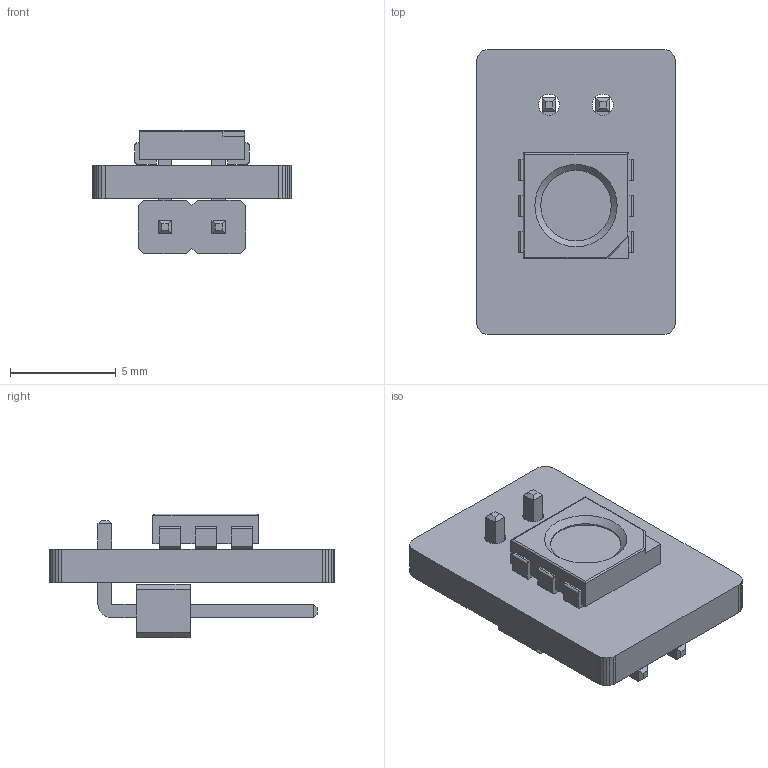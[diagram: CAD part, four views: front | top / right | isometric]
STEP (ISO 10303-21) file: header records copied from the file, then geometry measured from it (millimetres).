
FILE_DESCRIPTION(('KiCad electronic assembly'),'2;1');
FILE_NAME('LED Plate.step','2023-09-12T07:56:38',('Pcbnew'),('Kicad'), 'Open CASCADE STEP processor 7.6','KiCad to STEP converter','Unknown' );
FILE_SCHEMA(('AUTOMOTIVE_DESIGN { 1 0 10303 214 1 1 1 1 }'));
Length unit declared in the file: millimetre
Products named in the file (6): LED Plate 1; LED_RGB_5050-6; SOLID; PinHeader_1x02_P2.54mm_Horizontal; PCB
Assembly tree (5 placements, depth 3):
  LED Plate 1
    LED_RGB_5050-6
      SOLID
    PinHeader_1x02_P2.54mm_Horizontal
      SOLID
    PCB
Bounding box: 9.4 x 13.5 x 5.84 mm (x, y, z)
Volume: 275 mm3; surface area: 552.9 mm2
Topology: 3 solids, 3 shells, 190 faces, 551 edges, 360 vertices
Faces by surface type: plane 143, cylinder 46, cone 1
Full cylindrical faces by diameter (mm): 1 x2, 3.333 x1
Entity records: 14977 total; most frequent: CARTESIAN_POINT 2695, DIRECTION 2082, LINE 1473, VECTOR 1473, ORIENTED_EDGE 1102, PCURVE 1102, DEFINITIONAL_REPRESENTATION 1102, EDGE_CURVE 551
